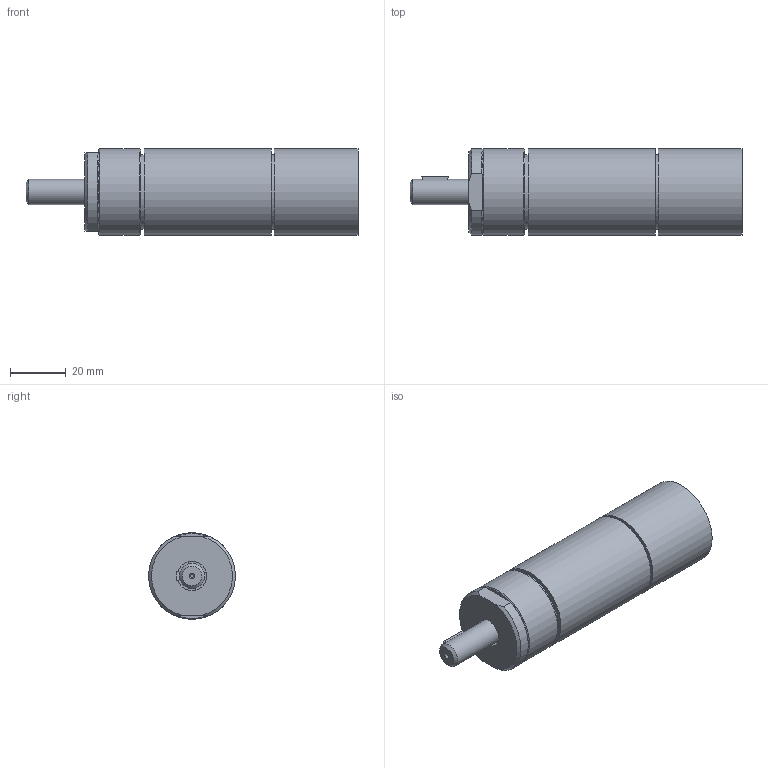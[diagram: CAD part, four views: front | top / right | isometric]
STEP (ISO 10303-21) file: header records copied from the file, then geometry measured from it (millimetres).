
FILE_DESCRIPTION(/* description */ (''),/* implementation_level */ '2;1');
FILE_NAME(/* name */ 'MUD 9-1300_29944457.stp',/* time_stamp */ '2018-11-13T17:22:16+01:00',/* author */ ('flambert'),/* organization */ (''),/* preprocessor_version */ 'ST-DEVELOPER v17',/* originating_system */ 'Autodesk Inventor 2018',/* authorisation */ '');
FILE_SCHEMA (('AUTOMOTIVE_DESIGN { 1 0 10303 214 3 1 1 }'));
Length unit declared in the file: millimetre
Products named in the file (1): MUD 9-1300_29944457
Bounding box: 118.7 x 31 x 31 mm (x, y, z)
Volume: 72131.4 mm3; surface area: 14489.5 mm2
Topology: 1 solids, 4 shells, 148 faces, 374 edges, 252 vertices
Faces by surface type: plane 92, cylinder 28, cone 19, bspline 7, torus 2
Full cylindrical faces by diameter (mm): 1 x1, 8.566 x3, 9 x1, 10.362 x1, 10.5 x1, 16 x1, 26.78 x2, 28 x1, 29.3 x1, 31 x3
Entity records: 4772 total; most frequent: CARTESIAN_POINT 936, DIRECTION 752, ORIENTED_EDGE 746, EDGE_CURVE 373, AXIS2_PLACEMENT_3D 263, VERTEX_POINT 252, LINE 226, VECTOR 226
